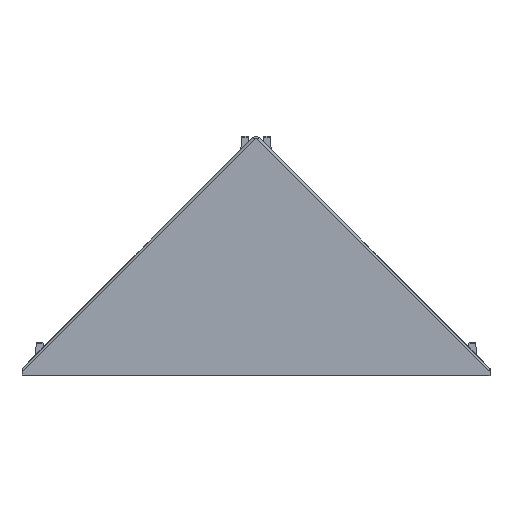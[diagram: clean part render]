
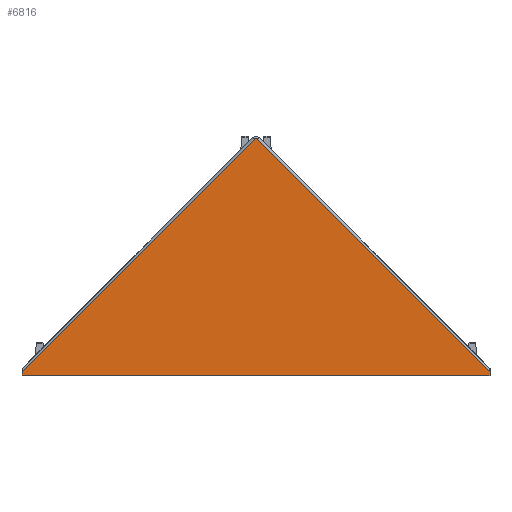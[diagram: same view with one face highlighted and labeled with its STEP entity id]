
A CAD part, top view. The second image highlights one B-rep face of the part: STEP entity #6816.
In plain terms, the highlighted planar face has unit normal (0, 0, 1).
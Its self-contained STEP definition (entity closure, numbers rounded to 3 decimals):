
#430 = VERTEX_POINT ( 'NONE', #7015 ) ;
#1521 = CARTESIAN_POINT ( 'NONE',  ( 53.132, 0., 37. ) ) ;
#1795 = CARTESIAN_POINT ( 'NONE',  ( -53.132, 0., 37. ) ) ;
#2284 = ORIENTED_EDGE ( 'NONE', *, *, #14701, .T. ) ;
#2523 = DIRECTION ( 'NONE',  ( -0.707, 0.707, 0. ) ) ;
#2681 = DIRECTION ( 'NONE',  ( 0., 0., 1. ) ) ;
#2978 = CARTESIAN_POINT ( 'NONE',  ( -52.778, 1.146, 37. ) ) ;
#3039 = ORIENTED_EDGE ( 'NONE', *, *, #4010, .T. ) ;
#3076 = CARTESIAN_POINT ( 'NONE',  ( -53.132, 0., 37. ) ) ;
#3417 = FACE_OUTER_BOUND ( 'NONE', #5782, .T. ) ;
#3458 = DIRECTION ( 'NONE',  ( 0., -1., 0. ) ) ;
#3644 = CARTESIAN_POINT ( 'NONE',  ( 0.354, 53.571, 37. ) ) ;
#3651 = CARTESIAN_POINT ( 'NONE',  ( -0.354, 53.571, 37. ) ) ;
#3906 = CARTESIAN_POINT ( 'NONE',  ( 53.132, 1.5, 37. ) ) ;
#4002 = VECTOR ( 'NONE', #2523, 1000. ) ;
#4010 = EDGE_CURVE ( 'NONE', #8302, #7943, #11123, .T. ) ;
#4199 = DIRECTION ( 'NONE',  ( -0.707, -0.707, 0. ) ) ;
#5432 = CIRCLE ( 'NONE', #9521, 0.5 ) ;
#5782 = EDGE_LOOP ( 'NONE', ( #8599, #9335, #2284, #3039, #10615, #12077 ) ) ;
#6301 = DIRECTION ( 'NONE',  ( 0., 1., 0. ) ) ;
#6644 = AXIS2_PLACEMENT_3D ( 'NONE', #11577, #13950, #6920 ) ;
#6816 = ADVANCED_FACE ( 'NONE', ( #3417 ), #9231, .T. ) ;
#6920 = DIRECTION ( 'NONE',  ( 1., 0., 0. ) ) ;
#7015 = CARTESIAN_POINT ( 'NONE',  ( 53.132, 0.793, 37. ) ) ;
#7143 = LINE ( 'NONE', #10811, #4002 ) ;
#7251 = VERTEX_POINT ( 'NONE', #3651 ) ;
#7412 = EDGE_CURVE ( 'NONE', #7943, #430, #9150, .T. ) ;
#7675 = VECTOR ( 'NONE', #3458, 1000. ) ;
#7943 = VERTEX_POINT ( 'NONE', #1521 ) ;
#8302 = VERTEX_POINT ( 'NONE', #1795 ) ;
#8599 = ORIENTED_EDGE ( 'NONE', *, *, #8725, .T. ) ;
#8725 = EDGE_CURVE ( 'NONE', #15309, #7251, #5432, .T. ) ;
#8790 = VECTOR ( 'NONE', #6301, 1000. ) ;
#9150 = LINE ( 'NONE', #3906, #8790 ) ;
#9231 = PLANE ( 'NONE',  #6644 ) ;
#9335 = ORIENTED_EDGE ( 'NONE', *, *, #10781, .T. ) ;
#9521 = AXIS2_PLACEMENT_3D ( 'NONE', #9773, #2681, #10962 ) ;
#9773 = CARTESIAN_POINT ( 'NONE',  ( 0., 53.217, 37. ) ) ;
#10524 = CARTESIAN_POINT ( 'NONE',  ( -53.132, 1.5, 37. ) ) ;
#10615 = ORIENTED_EDGE ( 'NONE', *, *, #7412, .T. ) ;
#10781 = EDGE_CURVE ( 'NONE', #7251, #13526, #12342, .T. ) ;
#10811 = CARTESIAN_POINT ( 'NONE',  ( 0.354, 53.571, 37. ) ) ;
#10962 = DIRECTION ( 'NONE',  ( 1., 0., 0. ) ) ;
#11123 = LINE ( 'NONE', #3076, #14241 ) ;
#11343 = DIRECTION ( 'NONE',  ( 1., 0., 0. ) ) ;
#11559 = EDGE_CURVE ( 'NONE', #430, #15309, #7143, .T. ) ;
#11577 = CARTESIAN_POINT ( 'NONE',  ( 0., 54.632, 37. ) ) ;
#12077 = ORIENTED_EDGE ( 'NONE', *, *, #11559, .T. ) ;
#12342 = LINE ( 'NONE', #2978, #15070 ) ;
#12748 = CARTESIAN_POINT ( 'NONE',  ( -53.132, 0.793, 37. ) ) ;
#13187 = LINE ( 'NONE', #10524, #7675 ) ;
#13526 = VERTEX_POINT ( 'NONE', #12748 ) ;
#13950 = DIRECTION ( 'NONE',  ( 0., 0., 1. ) ) ;
#14241 = VECTOR ( 'NONE', #11343, 1000. ) ;
#14701 = EDGE_CURVE ( 'NONE', #13526, #8302, #13187, .T. ) ;
#15070 = VECTOR ( 'NONE', #4199, 1000. ) ;
#15309 = VERTEX_POINT ( 'NONE', #3644 ) ;
